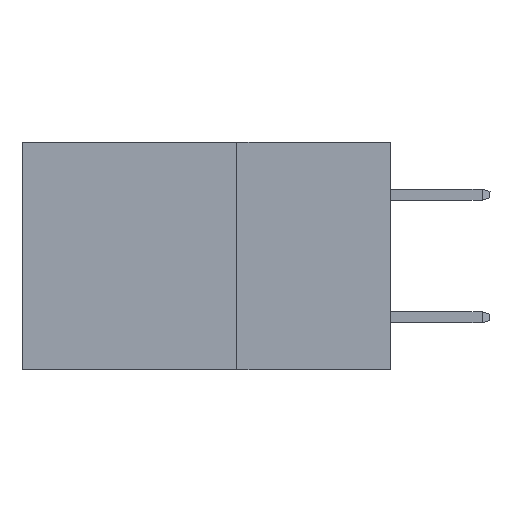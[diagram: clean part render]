
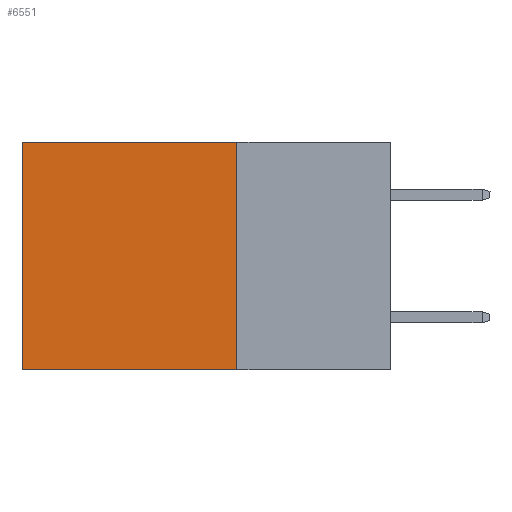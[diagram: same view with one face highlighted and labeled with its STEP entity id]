
A CAD part, left-side view. The second image highlights one B-rep face of the part: STEP entity #6551.
In plain terms, the highlighted planar face has unit normal (-1, 0, 0).
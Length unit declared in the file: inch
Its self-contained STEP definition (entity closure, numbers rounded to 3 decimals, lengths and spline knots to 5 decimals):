
#57 = DIRECTION ( 'NONE',  ( 0., 0., -1. ) ) ;
#857 = CARTESIAN_POINT ( 'NONE',  ( 0.2875, 0.25, 0. ) ) ;
#952 = CARTESIAN_POINT ( 'NONE',  ( 0.2875, 0.25, -0.37 ) ) ;
#1038 = VERTEX_POINT ( 'NONE', #8499 ) ;
#1129 = CARTESIAN_POINT ( 'NONE',  ( 0.2875, 0.25, -0.37 ) ) ;
#1951 = VECTOR ( 'NONE', #11527, 39.37008 ) ;
#1973 = CARTESIAN_POINT ( 'NONE',  ( 0.2875, 0.25, 0. ) ) ;
#2198 = VERTEX_POINT ( 'NONE', #952 ) ;
#3184 = DIRECTION ( 'NONE',  ( 0., 1., 0. ) ) ;
#3713 = ORIENTED_EDGE ( 'NONE', *, *, #14710, .F. ) ;
#4892 = VECTOR ( 'NONE', #3184, 39.37008 ) ;
#5385 = CARTESIAN_POINT ( 'NONE',  ( 0.2875, 0.25, 0. ) ) ;
#5466 = LINE ( 'NONE', #1129, #13998 ) ;
#6551 = ADVANCED_FACE ( 'NONE', ( #8965 ), #10402, .F. ) ;
#7103 = DIRECTION ( 'NONE',  ( 1., 0., 0. ) ) ;
#8013 = LINE ( 'NONE', #11565, #1951 ) ;
#8499 = CARTESIAN_POINT ( 'NONE',  ( 0.2875, 0.6, 0. ) ) ;
#8886 = DIRECTION ( 'NONE',  ( 0., 0., -1. ) ) ;
#8965 = FACE_OUTER_BOUND ( 'NONE', #11731, .T. ) ;
#9144 = DIRECTION ( 'NONE',  ( 0., 1., 0. ) ) ;
#9505 = EDGE_CURVE ( 'NONE', #1038, #10015, #8013, .T. ) ;
#9630 = ORIENTED_EDGE ( 'NONE', *, *, #9505, .T. ) ;
#10015 = VERTEX_POINT ( 'NONE', #13436 ) ;
#10402 = PLANE ( 'NONE',  #12399 ) ;
#10498 = VECTOR ( 'NONE', #8886, 39.37008 ) ;
#10922 = ORIENTED_EDGE ( 'NONE', *, *, #13424, .T. ) ;
#11120 = ORIENTED_EDGE ( 'NONE', *, *, #12333, .F. ) ;
#11527 = DIRECTION ( 'NONE',  ( 0., 0., -1. ) ) ;
#11565 = CARTESIAN_POINT ( 'NONE',  ( 0.2875, 0.6, 0. ) ) ;
#11731 = EDGE_LOOP ( 'NONE', ( #9630, #11120, #3713, #10922 ) ) ;
#12065 = LINE ( 'NONE', #857, #10498 ) ;
#12333 = EDGE_CURVE ( 'NONE', #2198, #10015, #5466, .T. ) ;
#12399 = AXIS2_PLACEMENT_3D ( 'NONE', #13776, #7103, #57 ) ;
#12730 = VERTEX_POINT ( 'NONE', #5385 ) ;
#13424 = EDGE_CURVE ( 'NONE', #12730, #1038, #13808, .T. ) ;
#13436 = CARTESIAN_POINT ( 'NONE',  ( 0.2875, 0.6, -0.37 ) ) ;
#13776 = CARTESIAN_POINT ( 'NONE',  ( 0.2875, 0.25, 0. ) ) ;
#13808 = LINE ( 'NONE', #1973, #4892 ) ;
#13998 = VECTOR ( 'NONE', #9144, 39.37008 ) ;
#14710 = EDGE_CURVE ( 'NONE', #12730, #2198, #12065, .T. ) ;
